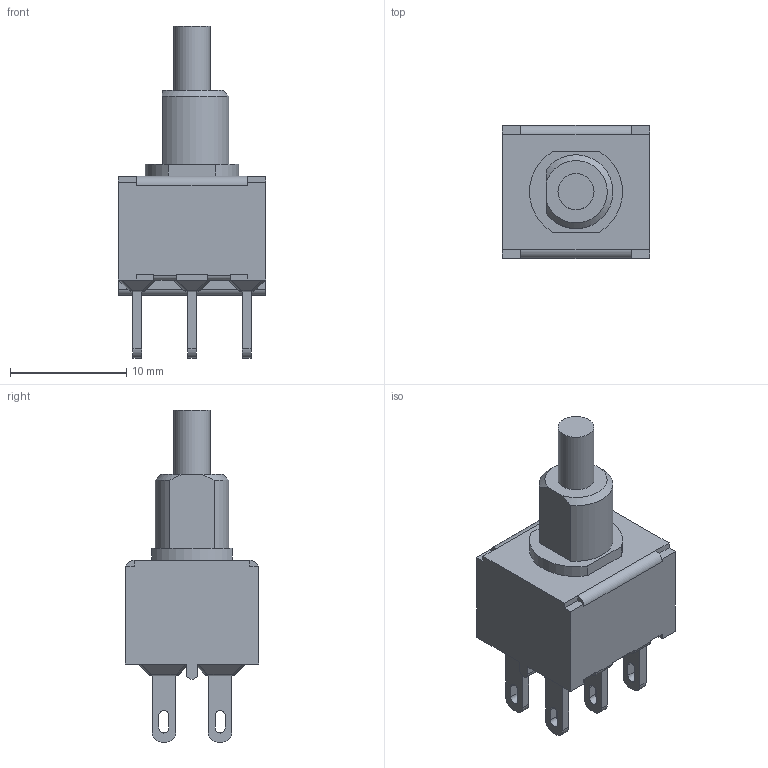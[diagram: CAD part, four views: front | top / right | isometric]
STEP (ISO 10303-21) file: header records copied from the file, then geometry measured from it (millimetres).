
FILE_DESCRIPTION((' '),'2;1');
FILE_NAME('700DP7B11M1xE.stp','2017-07-31T14:39:05',(' '),(' '),' ','ACIS',' ');
FILE_SCHEMA(('CONFIG_CONTROL_DESIGN'));
Length unit declared in the file: inch
Products named in the file (1): 700DP7B11M1xE.stp
Bounding box: 12.7 x 11.43 x 28.52 mm (x, y, z)
Volume: 1661.6 mm3; surface area: 1194 mm2
Topology: 1 solids, 5 shells, 263 faces, 649 edges, 406 vertices
Faces by surface type: plane 150, cylinder 88, sphere 24, cone 1
Full cylindrical faces by diameter (mm): 3.1 x2
Entity records: 7799 total; most frequent: DIRECTION 1356, CARTESIAN_POINT 1321, ORIENTED_EDGE 1294, EDGE_CURVE 647, VECTOR 462, LINE 462, AXIS2_PLACEMENT_3D 447, VERTEX_POINT 406
